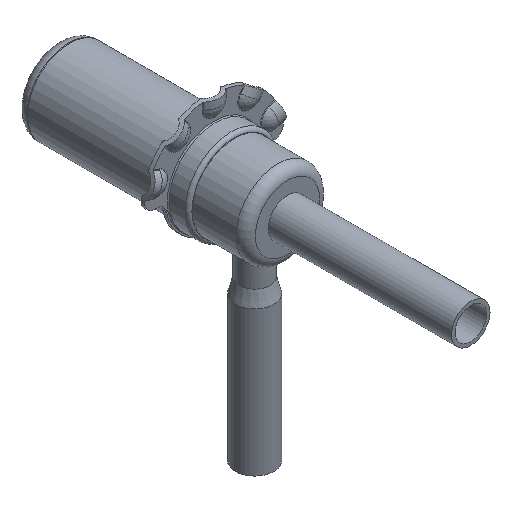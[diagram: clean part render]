
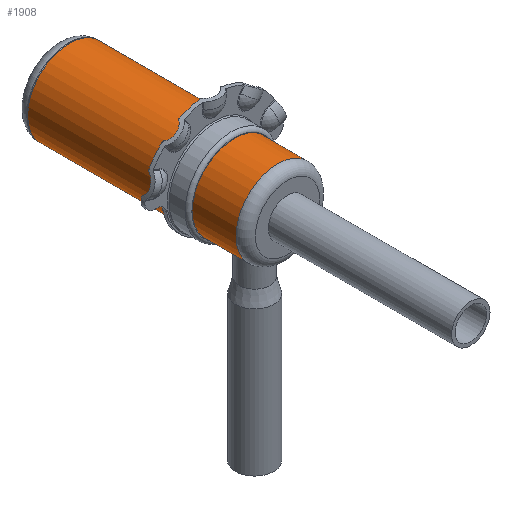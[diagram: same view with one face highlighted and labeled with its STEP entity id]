
A CAD part, isometric view. The second image highlights one B-rep face of the part: STEP entity #1908.
In plain terms, the highlighted cylindrical face has radius 8.65 mm (diameter 17.3 mm), a full revolution.
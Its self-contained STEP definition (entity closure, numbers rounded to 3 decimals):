
#31=FACE_BOUND('',#269,.T.);
#43=B_SPLINE_CURVE_WITH_KNOTS('',3,(#3023,#3024,#3025,#3026,#3027,#3028,
#3029,#3030,#3031,#3032,#3033,#3034,#3035,#3036,#3037,#3038,#3039,#3040,
#3041,#3042,#3043,#3044,#3045,#3046,#3047,#3048,#3049,#3050),
 .UNSPECIFIED.,.F.,.F.,(4,2,2,2,2,2,2,2,2,2,2,2,2,4),(0.,0.122,
0.244,0.365,0.487,0.609,
0.731,0.853,0.974,1.096,
1.218,1.34,1.462,1.491),
 .UNSPECIFIED.);
#44=B_SPLINE_CURVE_WITH_KNOTS('',3,(#3051,#3052,#3053,#3054,#3055,#3056,
#3057,#3058,#3059,#3060),.UNSPECIFIED.,.F.,.F.,(4,2,2,2,4),(1.491,
1.583,1.705,1.827,1.949),
 .UNSPECIFIED.);
#154=FACE_OUTER_BOUND('',#268,.T.);
#268=EDGE_LOOP('',(#1322,#1323,#1324,#1325,#1326,#1327));
#269=EDGE_LOOP('',(#1328,#1329));
#366=LINE('',#3237,#441);
#441=VECTOR('',#2518,8.65);
#520=CIRCLE('',#2029,8.65);
#523=CIRCLE('',#2033,8.65);
#571=CIRCLE('',#2107,8.65);
#572=CIRCLE('',#2108,8.65);
#685=VERTEX_POINT('',#3005);
#686=VERTEX_POINT('',#3006);
#689=VERTEX_POINT('',#3020);
#690=VERTEX_POINT('',#3022);
#737=VERTEX_POINT('',#3227);
#738=VERTEX_POINT('',#3228);
#881=EDGE_CURVE('',#685,#686,#520,.T.);
#884=EDGE_CURVE('',#686,#685,#523,.T.);
#888=EDGE_CURVE('',#690,#689,#43,.T.);
#889=EDGE_CURVE('',#689,#690,#44,.T.);
#952=EDGE_CURVE('',#737,#738,#571,.T.);
#953=EDGE_CURVE('',#738,#737,#572,.T.);
#957=EDGE_CURVE('',#737,#685,#366,.T.);
#1322=ORIENTED_EDGE('',*,*,#952,.T.);
#1323=ORIENTED_EDGE('',*,*,#953,.T.);
#1324=ORIENTED_EDGE('',*,*,#957,.T.);
#1325=ORIENTED_EDGE('',*,*,#881,.T.);
#1326=ORIENTED_EDGE('',*,*,#884,.T.);
#1327=ORIENTED_EDGE('',*,*,#957,.F.);
#1328=ORIENTED_EDGE('',*,*,#888,.T.);
#1329=ORIENTED_EDGE('',*,*,#889,.T.);
#1723=CYLINDRICAL_SURFACE('',#2112,8.65);
#1908=ADVANCED_FACE('',(#154,#31),#1723,.T.);
#2029=AXIS2_PLACEMENT_3D('',#3007,#2334,#2335);
#2033=AXIS2_PLACEMENT_3D('',#3011,#2342,#2343);
#2107=AXIS2_PLACEMENT_3D('',#3229,#2506,#2507);
#2108=AXIS2_PLACEMENT_3D('',#3230,#2508,#2509);
#2112=AXIS2_PLACEMENT_3D('',#3236,#2516,#2517);
#2334=DIRECTION('center_axis',(0.,-1.,0.));
#2335=DIRECTION('ref_axis',(0.,0.,-1.));
#2342=DIRECTION('center_axis',(0.,-1.,0.));
#2343=DIRECTION('ref_axis',(0.,0.,-1.));
#2506=DIRECTION('center_axis',(0.,1.,0.));
#2507=DIRECTION('ref_axis',(0.,0.,1.));
#2508=DIRECTION('center_axis',(0.,1.,0.));
#2509=DIRECTION('ref_axis',(0.,0.,1.));
#2516=DIRECTION('center_axis',(0.,-1.,0.));
#2517=DIRECTION('ref_axis',(0.,0.,-1.));
#2518=DIRECTION('',(0.,1.,0.));
#3005=CARTESIAN_POINT('',(2.204,35.518,25.95));
#3006=CARTESIAN_POINT('',(2.204,35.518,8.65));
#3007=CARTESIAN_POINT('Origin',(2.204,35.518,17.3));
#3011=CARTESIAN_POINT('Origin',(2.204,35.518,17.3));
#3020=CARTESIAN_POINT('',(2.498,-6.054,8.655));
#3022=CARTESIAN_POINT('',(5.404,-2.868,9.264));
#3023=CARTESIAN_POINT('Ctrl Pts',(5.404,-2.868,9.264));
#3024=CARTESIAN_POINT('Ctrl Pts',(5.404,-2.462,9.264));
#3025=CARTESIAN_POINT('Ctrl Pts',(5.322,-2.031,9.23));
#3026=CARTESIAN_POINT('Ctrl Pts',(4.994,-1.244,9.111));
#3027=CARTESIAN_POINT('Ctrl Pts',(4.749,-0.887,9.028));
#3028=CARTESIAN_POINT('Ctrl Pts',(4.185,-0.323,8.875));
#3029=CARTESIAN_POINT('Ctrl Pts',(3.828,-0.077,
8.794));
#3030=CARTESIAN_POINT('Ctrl Pts',(3.04,0.25,8.681));
#3031=CARTESIAN_POINT('Ctrl Pts',(2.61,0.332,8.65));
#3032=CARTESIAN_POINT('Ctrl Pts',(1.798,0.332,8.65));
#3033=CARTESIAN_POINT('Ctrl Pts',(1.368,0.25,8.681));
#3034=CARTESIAN_POINT('Ctrl Pts',(0.581,-0.077,
8.794));
#3035=CARTESIAN_POINT('Ctrl Pts',(0.223,-0.323,
8.875));
#3036=CARTESIAN_POINT('Ctrl Pts',(-0.341,-0.887,
9.028));
#3037=CARTESIAN_POINT('Ctrl Pts',(-0.586,-1.244,9.111));
#3038=CARTESIAN_POINT('Ctrl Pts',(-0.914,-2.031,
9.23));
#3039=CARTESIAN_POINT('Ctrl Pts',(-0.996,-2.462,
9.264));
#3040=CARTESIAN_POINT('Ctrl Pts',(-0.996,-3.274,
9.264));
#3041=CARTESIAN_POINT('Ctrl Pts',(-0.914,-3.704,
9.23));
#3042=CARTESIAN_POINT('Ctrl Pts',(-0.586,-4.491,9.111));
#3043=CARTESIAN_POINT('Ctrl Pts',(-0.341,-4.848,
9.028));
#3044=CARTESIAN_POINT('Ctrl Pts',(0.223,-5.412,8.875));
#3045=CARTESIAN_POINT('Ctrl Pts',(0.581,-5.658,8.794));
#3046=CARTESIAN_POINT('Ctrl Pts',(1.368,-5.986,8.681));
#3047=CARTESIAN_POINT('Ctrl Pts',(1.798,-6.068,8.65));
#3048=CARTESIAN_POINT('Ctrl Pts',(2.301,-6.068,8.65));
#3049=CARTESIAN_POINT('Ctrl Pts',(2.399,-6.063,8.652));
#3050=CARTESIAN_POINT('Ctrl Pts',(2.498,-6.054,8.655));
#3051=CARTESIAN_POINT('Ctrl Pts',(2.498,-6.054,8.655));
#3052=CARTESIAN_POINT('Ctrl Pts',(2.813,-6.025,8.666));
#3053=CARTESIAN_POINT('Ctrl Pts',(3.134,-5.947,8.695));
#3054=CARTESIAN_POINT('Ctrl Pts',(3.828,-5.658,8.794));
#3055=CARTESIAN_POINT('Ctrl Pts',(4.185,-5.412,8.875));
#3056=CARTESIAN_POINT('Ctrl Pts',(4.749,-4.848,9.028));
#3057=CARTESIAN_POINT('Ctrl Pts',(4.994,-4.491,9.111));
#3058=CARTESIAN_POINT('Ctrl Pts',(5.322,-3.704,9.23));
#3059=CARTESIAN_POINT('Ctrl Pts',(5.404,-3.274,9.264));
#3060=CARTESIAN_POINT('Ctrl Pts',(5.404,-2.868,9.264));
#3227=CARTESIAN_POINT('',(2.204,-7.668,25.95));
#3228=CARTESIAN_POINT('',(2.204,-7.668,8.65));
#3229=CARTESIAN_POINT('Origin',(2.204,-7.668,17.3));
#3230=CARTESIAN_POINT('Origin',(2.204,-7.668,17.3));
#3236=CARTESIAN_POINT('Origin',(2.204,6.032,17.3));
#3237=CARTESIAN_POINT('',(2.204,6.032,25.95));
